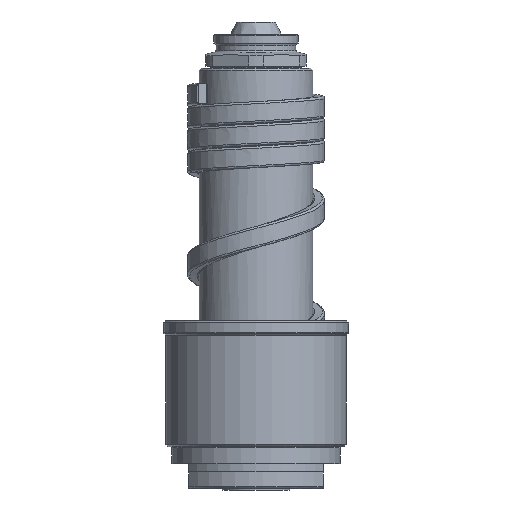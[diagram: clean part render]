
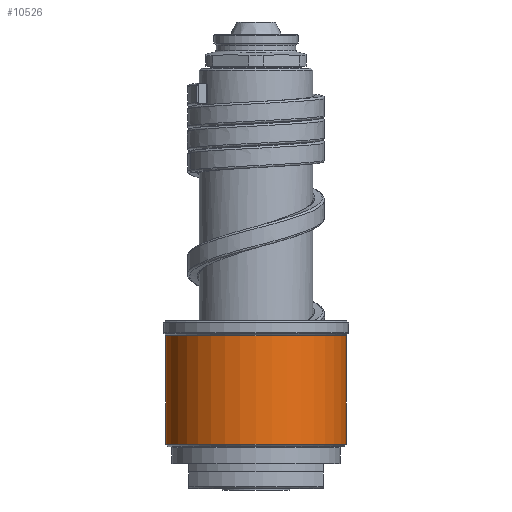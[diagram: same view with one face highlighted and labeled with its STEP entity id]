
A CAD part, front view. The second image highlights one B-rep face of the part: STEP entity #10526.
In plain terms, the highlighted cylindrical face has radius 21.5 mm (diameter 43 mm), a partial arc.
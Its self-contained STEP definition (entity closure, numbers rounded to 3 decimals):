
#3240=CARTESIAN_POINT('',(0.,0.,10.583));
#3241=DIRECTION('',(0.,0.,1.));
#3242=DIRECTION('',(-1.,0.,0.));
#3243=AXIS2_PLACEMENT_3D('',#3240,#3241,#3242);
#3245=DIRECTION('',(0.,0.,-1.));
#3246=VECTOR('',#3245,25.834);
#3247=CARTESIAN_POINT('',(-21.5,0.,36.417));
#3248=LINE('',#3247,#3246);
#3249=CARTESIAN_POINT('',(0.,0.,36.417));
#3250=DIRECTION('',(0.,0.,1.));
#3251=DIRECTION('',(-1.,0.,0.));
#3252=AXIS2_PLACEMENT_3D('',#3249,#3250,#3251);
#3254=DIRECTION('',(0.,0.,-1.));
#3255=VECTOR('',#3254,25.834);
#3256=CARTESIAN_POINT('',(21.5,0.,36.417));
#3257=LINE('',#3256,#3255);
#5903=CARTESIAN_POINT('',(21.5,0.,36.417));
#5904=CARTESIAN_POINT('',(-21.5,0.,36.417));
#5905=VERTEX_POINT('',#5903);
#5906=VERTEX_POINT('',#5904);
#5929=CARTESIAN_POINT('',(21.5,0.,10.583));
#5930=VERTEX_POINT('',#5929);
#5931=CARTESIAN_POINT('',(-21.5,0.,10.583));
#5932=VERTEX_POINT('',#5931);
#10514=CARTESIAN_POINT('',(0.,0.,8.5));
#10515=DIRECTION('',(0.,0.,1.));
#10516=DIRECTION('',(-1.,0.,0.));
#10517=AXIS2_PLACEMENT_3D('',#10514,#10515,#10516);
#10518=CYLINDRICAL_SURFACE('',#10517,21.5);
#10519=ORIENTED_EDGE('',*,*,#8665,.F.);
#10520=ORIENTED_EDGE('',*,*,#8646,.F.);
#10522=ORIENTED_EDGE('',*,*,#10521,.T.);
#10523=ORIENTED_EDGE('',*,*,#8642,.T.);
#10524=EDGE_LOOP('',(#10519,#10520,#10522,#10523));
#10525=FACE_OUTER_BOUND('',#10524,.F.);
#3244=CIRCLE('',#3243,21.5);
#3253=CIRCLE('',#3252,21.5);
#8642=EDGE_CURVE('',#5905,#5930,#3257,.T.);
#8646=EDGE_CURVE('',#5906,#5932,#3248,.T.);
#8665=EDGE_CURVE('',#5932,#5930,#3244,.T.);
#10521=EDGE_CURVE('',#5906,#5905,#3253,.T.);
#10526=ADVANCED_FACE('',(#10525),#10518,.T.);
